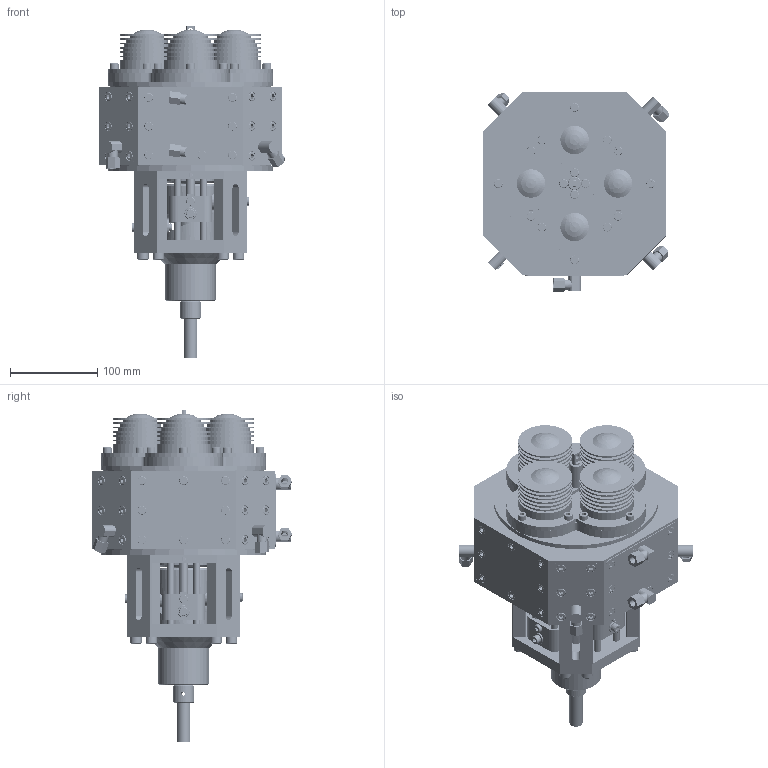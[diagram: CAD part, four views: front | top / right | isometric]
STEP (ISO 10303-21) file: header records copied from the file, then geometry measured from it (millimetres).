
FILE_DESCRIPTION( ( 'Unknown' ), '1' );
FILE_NAME( 'OCTOGONAL STIRLING.stp', 'Unknown', ( 'Unknown' ), ( 'Unknown' ), 'XStep 1.0', 'Unknown', ' ' );
FILE_SCHEMA( ( 'CONFIG_CONTROL_DESIGN' ) );
Length unit declared in the file: millimetre
Products named in the file (46): Assem1; Assem2; Assem3; Assem4; 1; 2; 3; 4; 5; 6; 7; 8; 9; 10; 11; 12; 13; 14; 15; 16; 17; 18; 19; 20; 21; 22; 23; 24; 25; 26; 27; 28; 29; 30; 31; 32; 33; 34; 35; 36 ...
Bounding box: 213.24 x 229.08 x 381 mm (x, y, z)
Volume: 8137286.2 mm3; surface area: 2515380.7 mm2
Topology: 359 solids, 359 shells, 6474 faces, 15465 edges, 9987 vertices
Faces by surface type: plane 2838, cylinder 2482, cone 841, torus 224, sphere 86, bspline 3
Full cylindrical faces by diameter (mm): 1 x12, 1.2 x42, 3.242 x6, 4 x6, 4.917 x158, 5 x16, 6 x220, 6.5 x20, 6.647 x64, 7 x38, 7.5 x6, 8 x277, 8.2 x9, 8.5 x42, 9 x59, 10 x105, 10.5 x48, 11 x30, 11.445 x9, 12 x33, 13 x22, 13.4 x10, 14 x22, 14.5 x9, 15 x72, 17 x26, 17.9 x14, 20 x20, 21.1 x8, 23.7 x8
Entity records: 50016 total; most frequent: CARTESIAN_POINT 11626, DIRECTION 8077, ORIENTED_EDGE 5868, AXIS2_PLACEMENT_3D 3523, EDGE_CURVE 2934, EDGE_LOOP 2813, VERTEX_POINT 2327, FACE_OUTER_BOUND 2139
